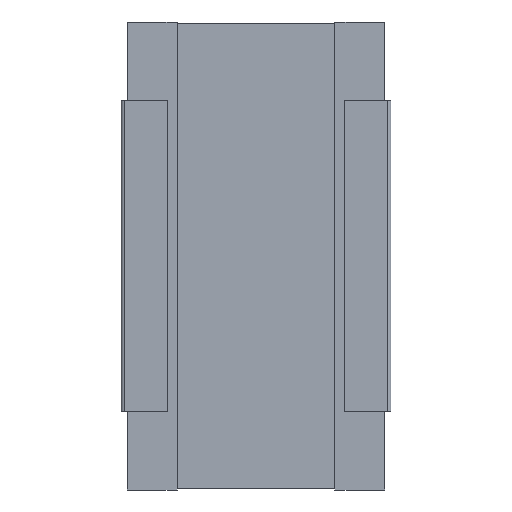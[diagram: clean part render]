
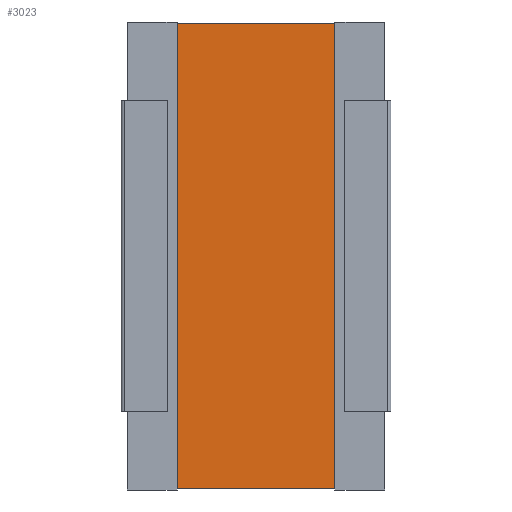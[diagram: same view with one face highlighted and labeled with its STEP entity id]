
A CAD part, front view. The second image highlights one B-rep face of the part: STEP entity #3023.
In plain terms, the highlighted planar face has unit normal (0, -1, 0).
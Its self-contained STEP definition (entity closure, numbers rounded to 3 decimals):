
#108 = DIRECTION ( 'NONE',  ( 0., 1., 0. ) ) ;
#126 = ORIENTED_EDGE ( 'NONE', *, *, #1677, .T. ) ;
#151 = CARTESIAN_POINT ( 'NONE',  ( 3.199, 0.1, -30. ) ) ;
#270 = VECTOR ( 'NONE', #3538, 1000. ) ;
#284 = VECTOR ( 'NONE', #300, 1000. ) ;
#291 = DIRECTION ( 'NONE',  ( 0., 0., 1. ) ) ;
#300 = DIRECTION ( 'NONE',  ( -1., 0., 0. ) ) ;
#340 = EDGE_CURVE ( 'NONE', #2623, #2367, #2272, .T. ) ;
#439 = CARTESIAN_POINT ( 'NONE',  ( 3.199, 0.1, -30. ) ) ;
#558 = LINE ( 'NONE', #439, #2327 ) ;
#858 = LINE ( 'NONE', #1768, #284 ) ;
#1120 = AXIS2_PLACEMENT_3D ( 'NONE', #151, #108, #2798 ) ;
#1639 = CARTESIAN_POINT ( 'NONE',  ( 3.199, 0.1, -29.9 ) ) ;
#1677 = EDGE_CURVE ( 'NONE', #2367, #2360, #2157, .T. ) ;
#1707 = VECTOR ( 'NONE', #291, 1000. ) ;
#1768 = CARTESIAN_POINT ( 'NONE',  ( 3.199, 0.1, -0.1 ) ) ;
#1881 = ORIENTED_EDGE ( 'NONE', *, *, #2345, .T. ) ;
#1908 = PLANE ( 'NONE',  #1120 ) ;
#1932 = EDGE_LOOP ( 'NONE', ( #126, #1881, #2234, #2393 ) ) ;
#2140 = CARTESIAN_POINT ( 'NONE',  ( 13.301, 0.1, -29.9 ) ) ;
#2157 = LINE ( 'NONE', #3822, #1707 ) ;
#2234 = ORIENTED_EDGE ( 'NONE', *, *, #3576, .F. ) ;
#2272 = LINE ( 'NONE', #3467, #270 ) ;
#2327 = VECTOR ( 'NONE', #3401, 1000. ) ;
#2345 = EDGE_CURVE ( 'NONE', #2360, #2485, #858, .T. ) ;
#2360 = VERTEX_POINT ( 'NONE', #3247 ) ;
#2367 = VERTEX_POINT ( 'NONE', #2140 ) ;
#2393 = ORIENTED_EDGE ( 'NONE', *, *, #340, .T. ) ;
#2485 = VERTEX_POINT ( 'NONE', #2801 ) ;
#2623 = VERTEX_POINT ( 'NONE', #1639 ) ;
#2738 = FACE_OUTER_BOUND ( 'NONE', #1932, .T. ) ;
#2798 = DIRECTION ( 'NONE',  ( 0., 0., 1. ) ) ;
#2801 = CARTESIAN_POINT ( 'NONE',  ( 3.199, 0.1, -0.1 ) ) ;
#3023 = ADVANCED_FACE ( 'NONE', ( #2738 ), #1908, .F. ) ;
#3247 = CARTESIAN_POINT ( 'NONE',  ( 13.301, 0.1, -0.1 ) ) ;
#3401 = DIRECTION ( 'NONE',  ( 0., 0., 1. ) ) ;
#3467 = CARTESIAN_POINT ( 'NONE',  ( 3.199, 0.1, -29.9 ) ) ;
#3538 = DIRECTION ( 'NONE',  ( 1., 0., 0. ) ) ;
#3576 = EDGE_CURVE ( 'NONE', #2623, #2485, #558, .T. ) ;
#3822 = CARTESIAN_POINT ( 'NONE',  ( 13.301, 0.1, -30. ) ) ;
